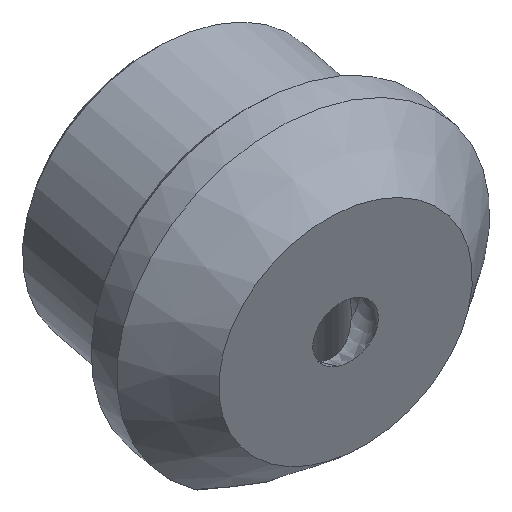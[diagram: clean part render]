
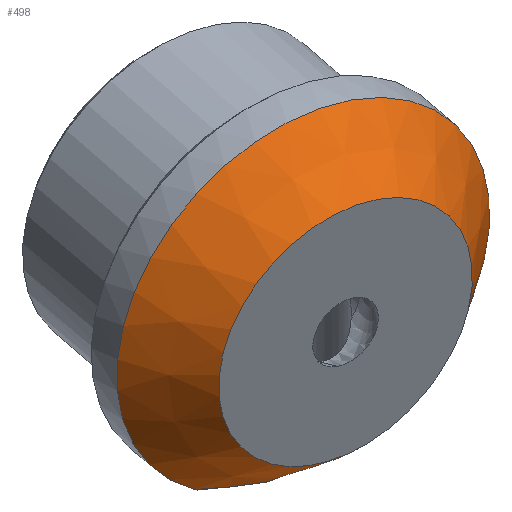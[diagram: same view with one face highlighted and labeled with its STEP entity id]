
A CAD part, top view. The second image highlights one B-rep face of the part: STEP entity #498.
In plain terms, the highlighted conical face has half-angle 45 degrees and reference radius 4.5 mm.
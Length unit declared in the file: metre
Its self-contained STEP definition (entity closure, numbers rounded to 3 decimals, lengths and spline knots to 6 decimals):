
#38=CONICAL_SURFACE('',#550,0.0045,0.785);
#45=B_SPLINE_CURVE_WITH_KNOTS('',3,(#773,#774,#775,#776),.UNSPECIFIED.,
 .F.,.F.,(4,4),(0.,0.002441),.UNSPECIFIED.);
#46=B_SPLINE_CURVE_WITH_KNOTS('',3,(#779,#780,#781,#782,#783,#784,#785),
 .UNSPECIFIED.,.F.,.F.,(4,1,1,1,4),(0.000258,0.00171,
0.003161,0.004613,0.006064),
 .UNSPECIFIED.);
#47=B_SPLINE_CURVE_WITH_KNOTS('',3,(#787,#788,#789,#790),.UNSPECIFIED.,
 .F.,.F.,(4,4),(0.,0.00244),.UNSPECIFIED.);
#98=ORIENTED_EDGE('',*,*,#244,.F.);
#99=ORIENTED_EDGE('',*,*,#245,.T.);
#100=ORIENTED_EDGE('',*,*,#246,.T.);
#101=ORIENTED_EDGE('',*,*,#247,.T.);
#102=ORIENTED_EDGE('',*,*,#248,.F.);
#244=EDGE_CURVE('',#317,#317,#362,.T.);
#245=EDGE_CURVE('',#318,#319,#45,.T.);
#246=EDGE_CURVE('',#319,#320,#46,.T.);
#247=EDGE_CURVE('',#320,#321,#47,.T.);
#248=EDGE_CURVE('',#318,#321,#363,.T.);
#317=VERTEX_POINT('',#772);
#318=VERTEX_POINT('',#777);
#319=VERTEX_POINT('',#778);
#320=VERTEX_POINT('',#786);
#321=VERTEX_POINT('',#791);
#362=CIRCLE('',#551,0.0051);
#363=CIRCLE('',#552,0.0075);
#393=EDGE_LOOP('',(#98));
#394=EDGE_LOOP('',(#99,#100,#101,#102));
#442=FACE_BOUND('',#393,.T.);
#443=FACE_BOUND('',#394,.T.);
#498=ADVANCED_FACE('',(#442,#443),#38,.T.);
#550=AXIS2_PLACEMENT_3D('',#770,#624,#625);
#551=AXIS2_PLACEMENT_3D('',#771,#626,#627);
#552=AXIS2_PLACEMENT_3D('',#792,#628,#629);
#624=DIRECTION('',(-0.579,0.502,-0.643));
#625=DIRECTION('',(-0.743,0.,0.669));
#626=DIRECTION('',(0.579,-0.502,0.643));
#627=DIRECTION('',(0.743,0.,-0.669));
#628=DIRECTION('',(-0.579,0.502,-0.643));
#629=DIRECTION('',(-0.743,0.,0.669));
#770=CARTESIAN_POINT('',(-0.015396,0.00644,0.010006));
#771=CARTESIAN_POINT('',(-0.015743,0.006741,0.009621));
#772=CARTESIAN_POINT('',(-0.011953,0.006741,0.006208));
#773=CARTESIAN_POINT('',(-0.020705,0.001586,0.006333));
#774=CARTESIAN_POINT('',(-0.019895,0.001625,0.006257));
#775=CARTESIAN_POINT('',(-0.019092,0.001697,0.006136));
#776=CARTESIAN_POINT('',(-0.018316,0.00184,0.005931));
#777=CARTESIAN_POINT('',(-0.020705,0.001586,0.006333));
#778=CARTESIAN_POINT('',(-0.018316,0.00184,0.005931));
#779=CARTESIAN_POINT('',(-0.018316,0.00184,0.005931));
#780=CARTESIAN_POINT('',(-0.01799,0.001966,0.006264));
#781=CARTESIAN_POINT('',(-0.017152,0.002221,0.006758));
#782=CARTESIAN_POINT('',(-0.015715,0.00267,0.006495));
#783=CARTESIAN_POINT('',(-0.014782,0.003256,0.005432));
#784=CARTESIAN_POINT('',(-0.014727,0.003392,0.004437));
#785=CARTESIAN_POINT('',(-0.014794,0.003379,0.00396));
#786=CARTESIAN_POINT('',(-0.014794,0.003379,0.00396));
#787=CARTESIAN_POINT('',(-0.014794,0.003379,0.00396));
#788=CARTESIAN_POINT('',(-0.014303,0.003789,0.003456));
#789=CARTESIAN_POINT('',(-0.013905,0.004242,0.002904));
#790=CARTESIAN_POINT('',(-0.01356,0.004707,0.002333));
#791=CARTESIAN_POINT('',(-0.01356,0.004707,0.002333));
#792=CARTESIAN_POINT('',(-0.017132,0.007945,0.008078));
